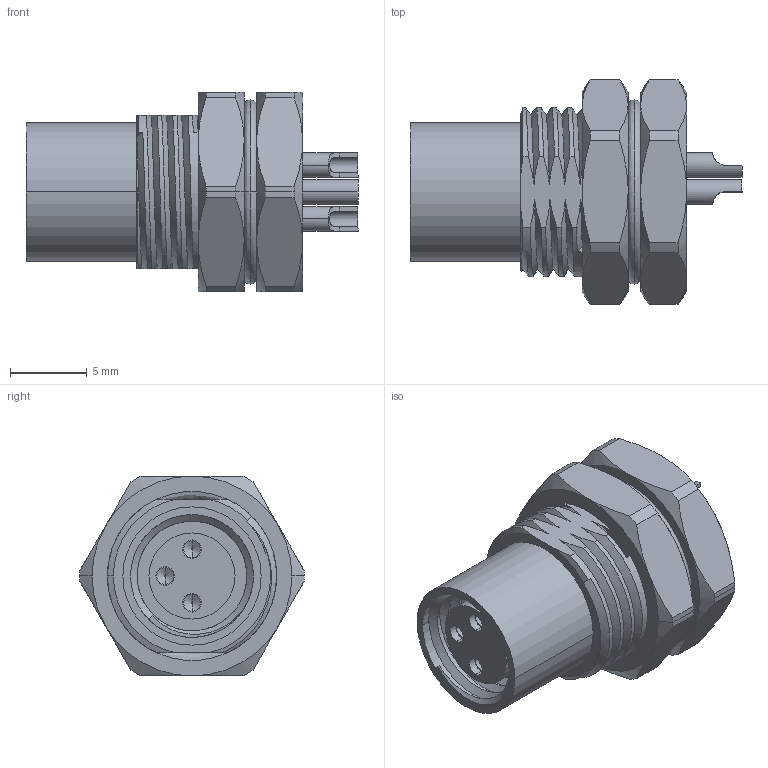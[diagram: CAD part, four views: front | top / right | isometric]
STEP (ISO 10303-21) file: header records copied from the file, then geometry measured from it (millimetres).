
FILE_DESCRIPTION (( 'STEP AP203' ), '1' );
FILE_NAME ('P43.STEP', '2020-03-30T07:53:20', ( 'edpusr' ), ( 'Microsoft' ), 'SwSTEP 2.0', 'SolidWorks 2015', '' );
FILE_SCHEMA (( 'CONFIG_CONTROL_DESIGN' ));
Length unit declared in the file: millimetre
Products named in the file (1): P43
Bounding box: 21.6 x 14.6 x 13.01 mm (x, y, z)
Volume: 1475.1 mm3; surface area: 1946.7 mm2
Topology: 2 solids, 3 shells, 166 faces, 434 edges, 278 vertices
Faces by surface type: cylinder 66, plane 47, bspline 29, cone 24
Entity records: 8761 total; most frequent: CARTESIAN_POINT 4886, ORIENTED_EDGE 856, DIRECTION 726, EDGE_CURVE 428, AXIS2_PLACEMENT_3D 284, VERTEX_POINT 278, EDGE_LOOP 182, ADVANCED_FACE 166
